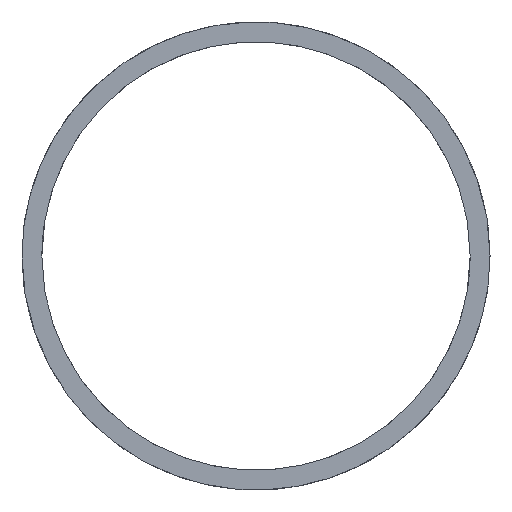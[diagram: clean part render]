
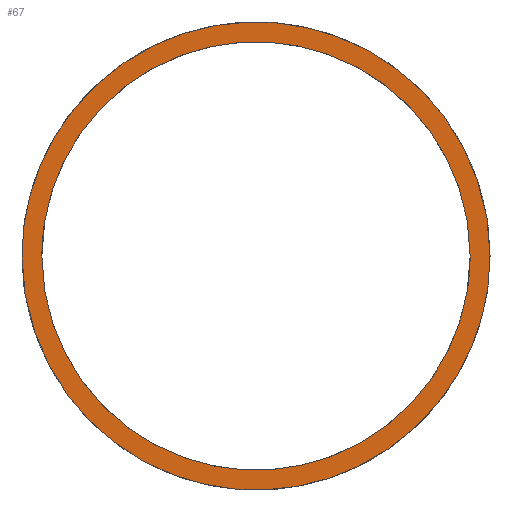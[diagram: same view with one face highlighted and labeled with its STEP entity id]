
A CAD part, top view. The second image highlights one B-rep face of the part: STEP entity #67.
In plain terms, the highlighted free-form (B-spline) face has degree [1, 1] with [2, 2] control points.
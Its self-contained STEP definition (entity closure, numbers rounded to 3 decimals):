
#67 = ADVANCED_FACE('',(#68,#90),#112,.T.);
#68 = FACE_BOUND('',#69,.T.);
#69 = EDGE_LOOP('',(#70,#82));
#70 = ORIENTED_EDGE('',*,*,#71,.T.);
#71 = EDGE_CURVE('',#72,#74,#76,.T.);
#72 = VERTEX_POINT('',#73);
#73 = CARTESIAN_POINT('',(88.639,0.,
    1.052));
#74 = VERTEX_POINT('',#75);
#75 = CARTESIAN_POINT('',(63.436,0.,
    1.052));
#76 = ( BOUNDED_CURVE() B_SPLINE_CURVE(2,(#77,#78,#79,#80,#81),
.UNSPECIFIED.,.F.,.F.) B_SPLINE_CURVE_WITH_KNOTS((3,2,3),(
    0.,1.571,3.142),
.PIECEWISE_BEZIER_KNOTS.) CURVE() GEOMETRIC_REPRESENTATION_ITEM() 
RATIONAL_B_SPLINE_CURVE((1.,0.707,1.,0.707,1.)) 
REPRESENTATION_ITEM('') );
#77 = CARTESIAN_POINT('',(88.639,0.,
    1.052));
#78 = CARTESIAN_POINT('',(88.639,12.602,1.052)
  );
#79 = CARTESIAN_POINT('',(76.037,12.602,1.052)
  );
#80 = CARTESIAN_POINT('',(63.436,12.602,1.052)
  );
#81 = CARTESIAN_POINT('',(63.436,0.,
    1.052));
#82 = ORIENTED_EDGE('',*,*,#83,.T.);
#83 = EDGE_CURVE('',#74,#72,#84,.T.);
#84 = ( BOUNDED_CURVE() B_SPLINE_CURVE(2,(#85,#86,#87,#88,#89),
.UNSPECIFIED.,.F.,.F.) B_SPLINE_CURVE_WITH_KNOTS((3,2,3),(3.142,
4.712,6.283),.PIECEWISE_BEZIER_KNOTS.) CURVE() 
GEOMETRIC_REPRESENTATION_ITEM() RATIONAL_B_SPLINE_CURVE((1.,
0.707,1.,0.707,1.)) REPRESENTATION_ITEM('') );
#85 = CARTESIAN_POINT('',(63.436,0.,
    1.052));
#86 = CARTESIAN_POINT('',(63.436,-12.602,1.052)
  );
#87 = CARTESIAN_POINT('',(76.037,-12.602,1.052)
  );
#88 = CARTESIAN_POINT('',(88.639,-12.602,1.052)
  );
#89 = CARTESIAN_POINT('',(88.639,0.,
    1.052));
#90 = FACE_BOUND('',#91,.T.);
#91 = EDGE_LOOP('',(#92,#104));
#92 = ORIENTED_EDGE('',*,*,#93,.F.);
#93 = EDGE_CURVE('',#94,#96,#98,.T.);
#94 = VERTEX_POINT('',#95);
#95 = CARTESIAN_POINT('',(64.503,0.,
    1.052));
#96 = VERTEX_POINT('',#97);
#97 = CARTESIAN_POINT('',(87.571,0.,
    1.052));
#98 = ( BOUNDED_CURVE() B_SPLINE_CURVE(2,(#99,#100,#101,#102,#103),
.UNSPECIFIED.,.F.,.F.) B_SPLINE_CURVE_WITH_KNOTS((3,2,3),(3.142,
4.712,6.283),.PIECEWISE_BEZIER_KNOTS.) CURVE() 
GEOMETRIC_REPRESENTATION_ITEM() RATIONAL_B_SPLINE_CURVE((1.,
0.707,1.,0.707,1.)) REPRESENTATION_ITEM('') );
#99 = CARTESIAN_POINT('',(64.503,0.,
    1.052));
#100 = CARTESIAN_POINT('',(64.503,-11.534,1.052
    ));
#101 = CARTESIAN_POINT('',(76.037,-11.534,1.052
    ));
#102 = CARTESIAN_POINT('',(87.571,-11.534,1.052
    ));
#103 = CARTESIAN_POINT('',(87.571,0.,
    1.052));
#104 = ORIENTED_EDGE('',*,*,#105,.F.);
#105 = EDGE_CURVE('',#96,#94,#106,.T.);
#106 = ( BOUNDED_CURVE() B_SPLINE_CURVE(2,(#107,#108,#109,#110,#111),
.UNSPECIFIED.,.F.,.F.) B_SPLINE_CURVE_WITH_KNOTS((3,2,3),(0.,
1.571,3.142),.PIECEWISE_BEZIER_KNOTS.) CURVE() 
GEOMETRIC_REPRESENTATION_ITEM() RATIONAL_B_SPLINE_CURVE((1.,
0.707,1.,0.707,1.)) REPRESENTATION_ITEM('') );
#107 = CARTESIAN_POINT('',(87.571,0.,
    1.052));
#108 = CARTESIAN_POINT('',(87.571,11.534,1.052
    ));
#109 = CARTESIAN_POINT('',(76.037,11.534,1.052
    ));
#110 = CARTESIAN_POINT('',(64.503,11.534,1.052
    ));
#111 = CARTESIAN_POINT('',(64.503,0.,
    1.052));
#112 = B_SPLINE_SURFACE_WITH_KNOTS('',1,1,(
    (#113,#114)
    ,(#115,#116
    )),.UNSPECIFIED.,.F.,.F.,.F.,(2,2),(2,2),(34.072,
    57.672),(-11.8,11.8),
  .PIECEWISE_BEZIER_KNOTS.);
#113 = CARTESIAN_POINT('',(88.639,12.602,1.052)
  );
#114 = CARTESIAN_POINT('',(88.639,-12.602,1.052)
  );
#115 = CARTESIAN_POINT('',(63.436,12.602,1.052
    ));
#116 = CARTESIAN_POINT('',(63.436,-12.602,1.052
    ));
